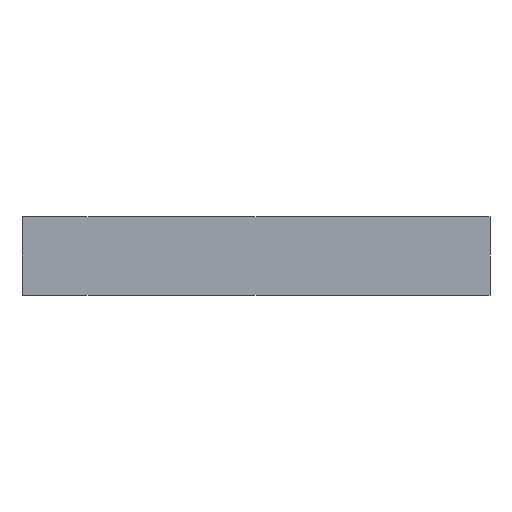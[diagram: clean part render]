
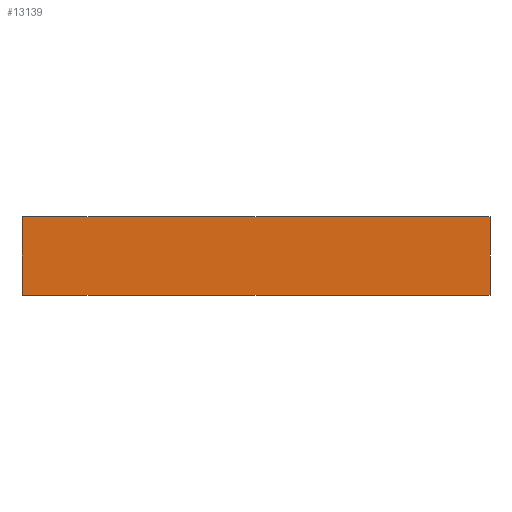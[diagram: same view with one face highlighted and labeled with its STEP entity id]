
A CAD part, front view. The second image highlights one B-rep face of the part: STEP entity #13139.
In plain terms, the highlighted planar face has unit normal (0, -1, 0).
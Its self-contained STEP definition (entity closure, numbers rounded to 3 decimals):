
#10477 = PLANE('',#10478);
#10478 = AXIS2_PLACEMENT_3D('',#10479,#10480,#10481);
#10479 = CARTESIAN_POINT('',(0.,0.,1.6)
  );
#10480 = DIRECTION('',(0.,0.,1.));
#10481 = DIRECTION('',(0.,1.,0.));
#10533 = PLANE('',#10534);
#10534 = AXIS2_PLACEMENT_3D('',#10535,#10536,#10537);
#10535 = CARTESIAN_POINT('',(0.,0.,-1.6
    ));
#10536 = DIRECTION('',(0.,0.,-1.));
#10537 = DIRECTION('',(-1.,0.,0.));
#11942 = EDGE_CURVE('',#11943,#11945,#11947,.T.);
#11943 = VERTEX_POINT('',#11944);
#11944 = CARTESIAN_POINT('',(9.5,-82.5,1.6));
#11945 = VERTEX_POINT('',#11946);
#11946 = CARTESIAN_POINT('',(-9.5,-82.5,1.6));
#11947 = SURFACE_CURVE('',#11948,(#11952,#11959),.PCURVE_S1.);
#11948 = LINE('',#11949,#11950);
#11949 = CARTESIAN_POINT('',(9.5,-82.5,1.6));
#11950 = VECTOR('',#11951,1.);
#11951 = DIRECTION('',(-1.,0.,0.));
#11952 = PCURVE('',#10477,#11953);
#11953 = DEFINITIONAL_REPRESENTATION('',(#11954),#11958);
#11954 = LINE('',#11955,#11956);
#11955 = CARTESIAN_POINT('',(-82.5,-9.5));
#11956 = VECTOR('',#11957,1.);
#11957 = DIRECTION('',(0.,1.));
#11958 = ( GEOMETRIC_REPRESENTATION_CONTEXT(2) 
PARAMETRIC_REPRESENTATION_CONTEXT() REPRESENTATION_CONTEXT('2D SPACE',''
  ) );
#11959 = PCURVE('',#11960,#11965);
#11960 = PLANE('',#11961);
#11961 = AXIS2_PLACEMENT_3D('',#11962,#11963,#11964);
#11962 = CARTESIAN_POINT('',(0.,-82.5,0.));
#11963 = DIRECTION('',(0.,-1.,0.));
#11964 = DIRECTION('',(0.,0.,-1.));
#11965 = DEFINITIONAL_REPRESENTATION('',(#11966),#11970);
#11966 = LINE('',#11967,#11968);
#11967 = CARTESIAN_POINT('',(-1.6,9.5));
#11968 = VECTOR('',#11969,1.);
#11969 = DIRECTION('',(0.,-1.));
#11970 = ( GEOMETRIC_REPRESENTATION_CONTEXT(2) 
PARAMETRIC_REPRESENTATION_CONTEXT() REPRESENTATION_CONTEXT('2D SPACE',''
  ) );
#11988 = PLANE('',#11989);
#11989 = AXIS2_PLACEMENT_3D('',#11990,#11991,#11992);
#11990 = CARTESIAN_POINT('',(9.5,-70.,0.));
#11991 = DIRECTION('',(1.,0.,0.));
#11992 = DIRECTION('',(0.,0.,1.));
#12238 = PLANE('',#12239);
#12239 = AXIS2_PLACEMENT_3D('',#12240,#12241,#12242);
#12240 = CARTESIAN_POINT('',(-9.5,-70.,0.));
#12241 = DIRECTION('',(-1.,0.,0.));
#12242 = DIRECTION('',(0.,0.,-1.));
#12302 = EDGE_CURVE('',#12303,#12305,#12307,.T.);
#12303 = VERTEX_POINT('',#12304);
#12304 = CARTESIAN_POINT('',(-9.5,-82.5,-1.6));
#12305 = VERTEX_POINT('',#12306);
#12306 = CARTESIAN_POINT('',(9.5,-82.5,-1.6));
#12307 = SURFACE_CURVE('',#12308,(#12312,#12319),.PCURVE_S1.);
#12308 = LINE('',#12309,#12310);
#12309 = CARTESIAN_POINT('',(-9.5,-82.5,-1.6));
#12310 = VECTOR('',#12311,1.);
#12311 = DIRECTION('',(1.,-0.,0.));
#12312 = PCURVE('',#10533,#12313);
#12313 = DEFINITIONAL_REPRESENTATION('',(#12314),#12318);
#12314 = LINE('',#12315,#12316);
#12315 = CARTESIAN_POINT('',(9.5,-82.5));
#12316 = VECTOR('',#12317,1.);
#12317 = DIRECTION('',(-1.,0.));
#12318 = ( GEOMETRIC_REPRESENTATION_CONTEXT(2) 
PARAMETRIC_REPRESENTATION_CONTEXT() REPRESENTATION_CONTEXT('2D SPACE',''
  ) );
#12319 = PCURVE('',#11960,#12320);
#12320 = DEFINITIONAL_REPRESENTATION('',(#12321),#12325);
#12321 = LINE('',#12322,#12323);
#12322 = CARTESIAN_POINT('',(1.6,-9.5));
#12323 = VECTOR('',#12324,1.);
#12324 = DIRECTION('',(0.,1.));
#12325 = ( GEOMETRIC_REPRESENTATION_CONTEXT(2) 
PARAMETRIC_REPRESENTATION_CONTEXT() REPRESENTATION_CONTEXT('2D SPACE',''
  ) );
#13139 = ADVANCED_FACE('',(#13140),#11960,.T.);
#13140 = FACE_BOUND('',#13141,.T.);
#13141 = EDGE_LOOP('',(#13142,#13143,#13164,#13165));
#13142 = ORIENTED_EDGE('',*,*,#12302,.T.);
#13143 = ORIENTED_EDGE('',*,*,#13144,.F.);
#13144 = EDGE_CURVE('',#11943,#12305,#13145,.T.);
#13145 = SURFACE_CURVE('',#13146,(#13150,#13157),.PCURVE_S1.);
#13146 = LINE('',#13147,#13148);
#13147 = CARTESIAN_POINT('',(9.5,-82.5,1.6));
#13148 = VECTOR('',#13149,1.);
#13149 = DIRECTION('',(0.,0.,-1.));
#13150 = PCURVE('',#11960,#13151);
#13151 = DEFINITIONAL_REPRESENTATION('',(#13152),#13156);
#13152 = LINE('',#13153,#13154);
#13153 = CARTESIAN_POINT('',(-1.6,9.5));
#13154 = VECTOR('',#13155,1.);
#13155 = DIRECTION('',(1.,0.));
#13156 = ( GEOMETRIC_REPRESENTATION_CONTEXT(2) 
PARAMETRIC_REPRESENTATION_CONTEXT() REPRESENTATION_CONTEXT('2D SPACE',''
  ) );
#13157 = PCURVE('',#11988,#13158);
#13158 = DEFINITIONAL_REPRESENTATION('',(#13159),#13163);
#13159 = LINE('',#13160,#13161);
#13160 = CARTESIAN_POINT('',(1.6,12.5));
#13161 = VECTOR('',#13162,1.);
#13162 = DIRECTION('',(-1.,0.));
#13163 = ( GEOMETRIC_REPRESENTATION_CONTEXT(2) 
PARAMETRIC_REPRESENTATION_CONTEXT() REPRESENTATION_CONTEXT('2D SPACE',''
  ) );
#13164 = ORIENTED_EDGE('',*,*,#11942,.T.);
#13165 = ORIENTED_EDGE('',*,*,#13166,.T.);
#13166 = EDGE_CURVE('',#11945,#12303,#13167,.T.);
#13167 = SURFACE_CURVE('',#13168,(#13172,#13179),.PCURVE_S1.);
#13168 = LINE('',#13169,#13170);
#13169 = CARTESIAN_POINT('',(-9.5,-82.5,1.6));
#13170 = VECTOR('',#13171,1.);
#13171 = DIRECTION('',(0.,0.,-1.));
#13172 = PCURVE('',#11960,#13173);
#13173 = DEFINITIONAL_REPRESENTATION('',(#13174),#13178);
#13174 = LINE('',#13175,#13176);
#13175 = CARTESIAN_POINT('',(-1.6,-9.5));
#13176 = VECTOR('',#13177,1.);
#13177 = DIRECTION('',(1.,0.));
#13178 = ( GEOMETRIC_REPRESENTATION_CONTEXT(2) 
PARAMETRIC_REPRESENTATION_CONTEXT() REPRESENTATION_CONTEXT('2D SPACE',''
  ) );
#13179 = PCURVE('',#12238,#13180);
#13180 = DEFINITIONAL_REPRESENTATION('',(#13181),#13185);
#13181 = LINE('',#13182,#13183);
#13182 = CARTESIAN_POINT('',(-1.6,12.5));
#13183 = VECTOR('',#13184,1.);
#13184 = DIRECTION('',(1.,0.));
#13185 = ( GEOMETRIC_REPRESENTATION_CONTEXT(2) 
PARAMETRIC_REPRESENTATION_CONTEXT() REPRESENTATION_CONTEXT('2D SPACE',''
  ) );
